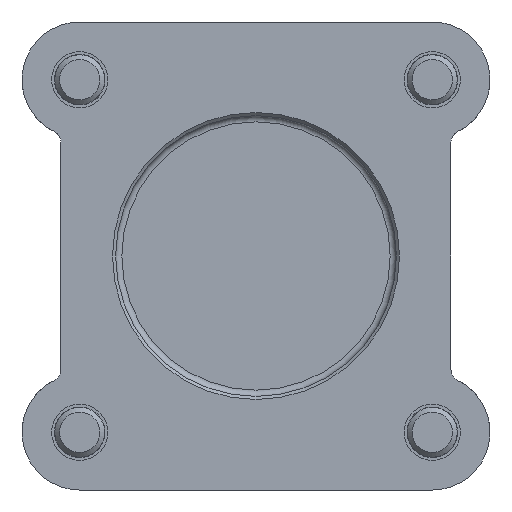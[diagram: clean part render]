
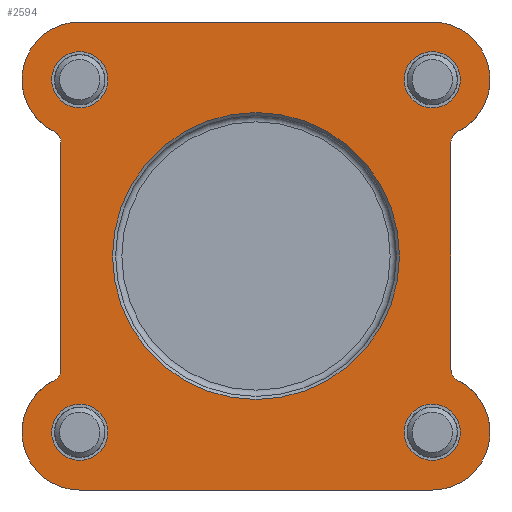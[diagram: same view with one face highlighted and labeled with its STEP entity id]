
A CAD part, front view. The second image highlights one B-rep face of the part: STEP entity #2594.
In plain terms, the highlighted planar face has unit normal (0, -1, 0).
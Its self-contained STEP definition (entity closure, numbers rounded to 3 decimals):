
#82=PLANE('',#2799);
#164=CIRCLE('',#2724,2.);
#165=CIRCLE('',#2726,2.);
#166=CIRCLE('',#2728,9.25);
#169=CIRCLE('',#2732,9.25);
#187=CIRCLE('',#2764,4.5);
#189=CIRCLE('',#2767,4.5);
#191=CIRCLE('',#2770,4.5);
#193=CIRCLE('',#2773,4.5);
#198=CIRCLE('',#2780,9.25);
#200=CIRCLE('',#2783,9.25);
#201=CIRCLE('',#2785,2.);
#204=CIRCLE('',#2790,2.);
#210=CIRCLE('',#2800,23.);
#474=ORIENTED_EDGE('',*,*,#948,.F.);
#475=ORIENTED_EDGE('',*,*,#913,.T.);
#476=ORIENTED_EDGE('',*,*,#909,.T.);
#477=ORIENTED_EDGE('',*,*,#930,.T.);
#478=ORIENTED_EDGE('',*,*,#934,.F.);
#479=ORIENTED_EDGE('',*,*,#936,.T.);
#480=ORIENTED_EDGE('',*,*,#923,.F.);
#481=ORIENTED_EDGE('',*,*,#944,.F.);
#482=ORIENTED_EDGE('',*,*,#857,.F.);
#483=ORIENTED_EDGE('',*,*,#851,.T.);
#484=ORIENTED_EDGE('',*,*,#946,.F.);
#485=ORIENTED_EDGE('',*,*,#855,.T.);
#486=ORIENTED_EDGE('',*,*,#862,.F.);
#487=ORIENTED_EDGE('',*,*,#818,.F.);
#488=ORIENTED_EDGE('',*,*,#927,.F.);
#489=ORIENTED_EDGE('',*,*,#907,.T.);
#490=ORIENTED_EDGE('',*,*,#911,.T.);
#818=EDGE_CURVE('',#1078,#1079,#1250,.T.);
#851=EDGE_CURVE('',#1103,#1105,#164,.T.);
#855=EDGE_CURVE('',#1107,#1109,#165,.T.);
#857=EDGE_CURVE('',#1103,#1111,#166,.T.);
#862=EDGE_CURVE('',#1079,#1109,#169,.T.);
#907=EDGE_CURVE('',#1144,#1144,#187,.T.);
#909=EDGE_CURVE('',#1146,#1146,#189,.T.);
#911=EDGE_CURVE('',#1148,#1148,#191,.T.);
#913=EDGE_CURVE('',#1150,#1150,#193,.T.);
#923=EDGE_CURVE('',#1160,#1157,#198,.T.);
#927=EDGE_CURVE('',#1163,#1078,#200,.T.);
#930=EDGE_CURVE('',#1163,#1165,#201,.T.);
#934=EDGE_CURVE('',#1167,#1165,#1299,.T.);
#936=EDGE_CURVE('',#1167,#1157,#204,.T.);
#944=EDGE_CURVE('',#1111,#1160,#1304,.T.);
#946=EDGE_CURVE('',#1107,#1105,#1305,.T.);
#948=EDGE_CURVE('',#1171,#1171,#210,.T.);
#1078=VERTEX_POINT('',#3633);
#1079=VERTEX_POINT('',#3635);
#1103=VERTEX_POINT('',#3704);
#1105=VERTEX_POINT('',#3712);
#1107=VERTEX_POINT('',#3717);
#1109=VERTEX_POINT('',#3725);
#1111=VERTEX_POINT('',#3734);
#1144=VERTEX_POINT('',#3854);
#1146=VERTEX_POINT('',#3859);
#1148=VERTEX_POINT('',#3864);
#1150=VERTEX_POINT('',#3869);
#1157=VERTEX_POINT('',#3884);
#1160=VERTEX_POINT('',#3893);
#1163=VERTEX_POINT('',#3904);
#1165=VERTEX_POINT('',#3914);
#1167=VERTEX_POINT('',#3921);
#1171=VERTEX_POINT('',#3949);
#1250=LINE('',#3634,#1370);
#1299=LINE('',#3922,#1419);
#1304=LINE('',#3942,#1424);
#1305=LINE('',#3945,#1425);
#1370=VECTOR('',#2991,1000.);
#1419=VECTOR('',#3208,1000.);
#1424=VECTOR('',#3227,1000.);
#1425=VECTOR('',#3232,1000.);
#1521=EDGE_LOOP('',(#474));
#1522=EDGE_LOOP('',(#475));
#1523=EDGE_LOOP('',(#476));
#1524=EDGE_LOOP('',(#477,#478,#479,#480,#481,#482,#483,#484,#485,#486,#487,
#488));
#1525=EDGE_LOOP('',(#489));
#1526=EDGE_LOOP('',(#490));
#1691=FACE_BOUND('',#1521,.T.);
#1692=FACE_BOUND('',#1522,.T.);
#1693=FACE_BOUND('',#1523,.T.);
#1694=FACE_BOUND('',#1524,.T.);
#1695=FACE_BOUND('',#1525,.T.);
#1696=FACE_BOUND('',#1526,.T.);
#2594=ADVANCED_FACE('',(#1691,#1692,#1693,#1694,#1695,#1696),#82,.F.);
#2724=AXIS2_PLACEMENT_3D('',#3713,#3046,#3047);
#2726=AXIS2_PLACEMENT_3D('',#3726,#3052,#3053);
#2728=AXIS2_PLACEMENT_3D('',#3733,#3056,#3057);
#2732=AXIS2_PLACEMENT_3D('',#3745,#3065,#3066);
#2764=AXIS2_PLACEMENT_3D('',#3853,#3151,#3152);
#2767=AXIS2_PLACEMENT_3D('',#3858,#3157,#3158);
#2770=AXIS2_PLACEMENT_3D('',#3863,#3163,#3164);
#2773=AXIS2_PLACEMENT_3D('',#3868,#3169,#3170);
#2780=AXIS2_PLACEMENT_3D('',#3894,#3187,#3188);
#2783=AXIS2_PLACEMENT_3D('',#3905,#3194,#3195);
#2785=AXIS2_PLACEMENT_3D('',#3915,#3199,#3200);
#2790=AXIS2_PLACEMENT_3D('',#3929,#3211,#3212);
#2799=AXIS2_PLACEMENT_3D('',#3947,#3235,#3236);
#2800=AXIS2_PLACEMENT_3D('',#3948,#3237,#3238);
#2991=DIRECTION('',(1.,0.,0.));
#3046=DIRECTION('',(0.,1.,0.));
#3047=DIRECTION('',(1.,0.,0.));
#3052=DIRECTION('',(0.,1.,0.));
#3053=DIRECTION('',(1.,0.,0.));
#3056=DIRECTION('',(0.,1.,0.));
#3057=DIRECTION('',(1.,0.,0.));
#3065=DIRECTION('',(0.,1.,0.));
#3066=DIRECTION('',(1.,0.,0.));
#3151=DIRECTION('',(0.,1.,0.));
#3152=DIRECTION('',(1.,0.,0.));
#3157=DIRECTION('',(0.,1.,0.));
#3158=DIRECTION('',(1.,0.,0.));
#3163=DIRECTION('',(0.,1.,0.));
#3164=DIRECTION('',(1.,0.,0.));
#3169=DIRECTION('',(0.,1.,0.));
#3170=DIRECTION('',(1.,0.,0.));
#3187=DIRECTION('',(0.,1.,0.));
#3188=DIRECTION('',(1.,0.,0.));
#3194=DIRECTION('',(0.,1.,0.));
#3195=DIRECTION('',(1.,0.,0.));
#3199=DIRECTION('',(0.,1.,0.));
#3200=DIRECTION('',(1.,0.,0.));
#3208=DIRECTION('',(0.,0.,1.));
#3211=DIRECTION('',(0.,1.,0.));
#3212=DIRECTION('',(1.,0.,0.));
#3227=DIRECTION('',(-1.,0.,0.));
#3232=DIRECTION('',(0.,0.,-1.));
#3235=DIRECTION('',(0.,1.,0.));
#3236=DIRECTION('',(0.,0.,1.));
#3237=DIRECTION('',(0.,-1.,0.));
#3238=DIRECTION('',(0.,0.,-1.));
#3633=CARTESIAN_POINT('',(-28.25,0.,37.5));
#3634=CARTESIAN_POINT('',(-28.25,0.,37.5));
#3635=CARTESIAN_POINT('',(28.25,0.,37.5));
#3704=CARTESIAN_POINT('',(32.361,0.,-19.964));
#3712=CARTESIAN_POINT('',(31.25,0.,-18.172));
#3713=CARTESIAN_POINT('',(33.25,0.,-18.172));
#3717=CARTESIAN_POINT('',(31.25,0.,18.172));
#3725=CARTESIAN_POINT('',(32.361,0.,19.964));
#3726=CARTESIAN_POINT('',(33.25,0.,18.172));
#3733=CARTESIAN_POINT('',(28.25,0.,-28.25));
#3734=CARTESIAN_POINT('',(28.25,0.,-37.5));
#3745=CARTESIAN_POINT('',(28.25,0.,28.25));
#3853=CARTESIAN_POINT('',(28.25,0.,28.25));
#3854=CARTESIAN_POINT('',(32.75,0.,28.25));
#3858=CARTESIAN_POINT('',(28.25,0.,-28.25));
#3859=CARTESIAN_POINT('',(32.75,0.,-28.25));
#3863=CARTESIAN_POINT('',(-28.25,0.,28.25));
#3864=CARTESIAN_POINT('',(-23.75,0.,28.25));
#3868=CARTESIAN_POINT('',(-28.25,0.,-28.25));
#3869=CARTESIAN_POINT('',(-23.75,0.,-28.25));
#3884=CARTESIAN_POINT('',(-32.361,0.,-19.964));
#3893=CARTESIAN_POINT('',(-28.25,0.,-37.5));
#3894=CARTESIAN_POINT('',(-28.25,0.,-28.25));
#3904=CARTESIAN_POINT('',(-32.361,0.,19.964));
#3905=CARTESIAN_POINT('',(-28.25,0.,28.25));
#3914=CARTESIAN_POINT('',(-31.25,0.,18.172));
#3915=CARTESIAN_POINT('',(-33.25,0.,18.172));
#3921=CARTESIAN_POINT('',(-31.25,0.,-18.172));
#3922=CARTESIAN_POINT('',(-31.25,0.,-18.172));
#3929=CARTESIAN_POINT('',(-33.25,0.,-18.172));
#3942=CARTESIAN_POINT('',(28.25,0.,-37.5));
#3945=CARTESIAN_POINT('',(31.25,0.,18.172));
#3947=CARTESIAN_POINT('',(-33.25,0.,18.172));
#3948=CARTESIAN_POINT('',(0.,0.,0.));
#3949=CARTESIAN_POINT('',(0.,0.,-23.));
